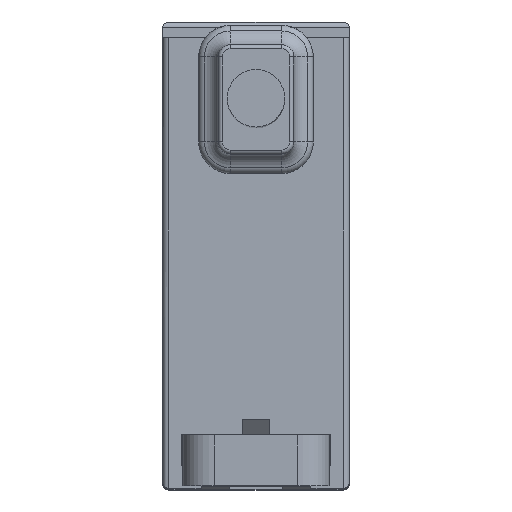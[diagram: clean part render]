
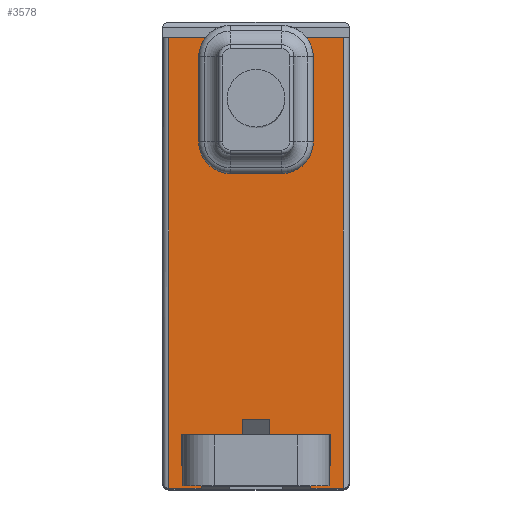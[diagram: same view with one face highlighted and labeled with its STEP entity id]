
A CAD part, top view. The second image highlights one B-rep face of the part: STEP entity #3578.
In plain terms, the highlighted face is planar.
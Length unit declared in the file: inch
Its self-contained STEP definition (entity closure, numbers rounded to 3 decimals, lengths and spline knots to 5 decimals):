
#497=DIRECTION('',(0.,0.,1.));
#498=VECTOR('',#497,0.082);
#499=CARTESIAN_POINT('',(-2.259,-1.14,0.375));
#500=LINE('',#499,#498);
#513=DIRECTION('',(0.,0.,1.));
#514=VECTOR('',#513,0.082);
#515=CARTESIAN_POINT('',(-2.259,-1.14,0.015));
#516=LINE('',#515,#514);
#569=DIRECTION('',(0.,0.,1.));
#570=VECTOR('',#569,0.07);
#571=CARTESIAN_POINT('',(-2.259,-0.965,0.201));
#572=LINE('',#571,#570);
#573=DIRECTION('',(0.,-1.,0.));
#574=VECTOR('',#573,0.04);
#575=CARTESIAN_POINT('',(-2.259,-0.965,0.201));
#576=LINE('',#575,#574);
#577=DIRECTION('',(0.,0.,-1.));
#578=VECTOR('',#577,0.154);
#579=CARTESIAN_POINT('',(-2.259,-1.005,0.201));
#580=LINE('',#579,#578);
#581=DIRECTION('',(0.,-1.,0.));
#582=VECTOR('',#581,0.077);
#583=CARTESIAN_POINT('',(-2.259,-1.005,0.047));
#584=LINE('',#583,#582);
#585=DIRECTION('',(0.,0.,1.));
#586=VECTOR('',#585,0.05);
#587=CARTESIAN_POINT('',(-2.259,-1.082,0.047));
#588=LINE('',#587,#586);
#589=DIRECTION('',(0.,1.,0.));
#590=VECTOR('',#589,0.058);
#591=CARTESIAN_POINT('',(-2.259,-1.14,0.097));
#592=LINE('',#591,#590);
#593=DIRECTION('',(0.,0.,1.));
#594=VECTOR('',#593,0.122);
#595=CARTESIAN_POINT('',(-2.259,0.,0.015));
#596=LINE('',#595,#594);
#597=DIRECTION('',(0.,-1.,0.));
#598=VECTOR('',#597,0.295);
#599=CARTESIAN_POINT('',(-2.259,0.,0.137));
#600=LINE('',#599,#598);
#601=DIRECTION('',(0.,-1.,0.));
#602=VECTOR('',#601,0.295);
#603=CARTESIAN_POINT('',(-2.259,0.,0.337));
#604=LINE('',#603,#602);
#605=DIRECTION('',(0.,0.,1.));
#606=VECTOR('',#605,0.12);
#607=CARTESIAN_POINT('',(-2.259,0.,0.337));
#608=LINE('',#607,#606);
#609=DIRECTION('',(0.,1.,0.));
#610=VECTOR('',#609,0.058);
#611=CARTESIAN_POINT('',(-2.259,-1.14,0.375));
#612=LINE('',#611,#610);
#613=DIRECTION('',(0.,0.,1.));
#614=VECTOR('',#613,0.05);
#615=CARTESIAN_POINT('',(-2.259,-1.082,0.375));
#616=LINE('',#615,#614);
#617=DIRECTION('',(0.,1.,0.));
#618=VECTOR('',#617,0.077);
#619=CARTESIAN_POINT('',(-2.259,-1.082,0.425));
#620=LINE('',#619,#618);
#621=DIRECTION('',(0.,0.,-1.));
#622=VECTOR('',#621,0.154);
#623=CARTESIAN_POINT('',(-2.259,-1.005,0.425));
#624=LINE('',#623,#622);
#625=DIRECTION('',(0.,-1.,0.));
#626=VECTOR('',#625,0.04);
#627=CARTESIAN_POINT('',(-2.259,-0.965,0.271));
#628=LINE('',#627,#626);
#889=DIRECTION('',(0.,-1.,0.));
#890=VECTOR('',#889,1.14);
#891=CARTESIAN_POINT('',(-2.259,0.,0.457));
#892=LINE('',#891,#890);
#932=DIRECTION('',(0.,-1.,0.));
#933=VECTOR('',#932,1.14);
#934=CARTESIAN_POINT('',(-2.259,0.,0.015));
#935=LINE('',#934,#933);
#995=DIRECTION('',(0.,0.,1.));
#996=VECTOR('',#995,0.2);
#997=CARTESIAN_POINT('',(-2.259,-0.295,0.137));
#998=LINE('',#997,#996);
#2223=CARTESIAN_POINT('',(-2.259,-1.14,0.375));
#2224=CARTESIAN_POINT('',(-2.259,-1.082,0.375));
#2225=VERTEX_POINT('',#2223);
#2226=VERTEX_POINT('',#2224);
#2227=CARTESIAN_POINT('',(-2.259,-1.082,0.425));
#2228=VERTEX_POINT('',#2227);
#2229=CARTESIAN_POINT('',(-2.259,-1.005,0.425));
#2230=VERTEX_POINT('',#2229);
#2231=CARTESIAN_POINT('',(-2.259,-1.005,0.047));
#2232=CARTESIAN_POINT('',(-2.259,-1.082,0.047));
#2233=VERTEX_POINT('',#2231);
#2234=VERTEX_POINT('',#2232);
#2235=CARTESIAN_POINT('',(-2.259,-1.082,0.097));
#2236=VERTEX_POINT('',#2235);
#2237=CARTESIAN_POINT('',(-2.259,-1.14,0.097));
#2238=VERTEX_POINT('',#2237);
#2295=CARTESIAN_POINT('',(-2.259,-0.965,0.201));
#2296=CARTESIAN_POINT('',(-2.259,-0.965,0.271));
#2297=VERTEX_POINT('',#2295);
#2298=VERTEX_POINT('',#2296);
#2303=CARTESIAN_POINT('',(-2.259,-1.005,0.271));
#2304=VERTEX_POINT('',#2303);
#2305=CARTESIAN_POINT('',(-2.259,-1.005,0.201));
#2306=VERTEX_POINT('',#2305);
#2311=CARTESIAN_POINT('',(-2.259,-1.14,0.457));
#2313=VERTEX_POINT('',#2311);
#2317=CARTESIAN_POINT('',(-2.259,0.,0.457));
#2318=VERTEX_POINT('',#2317);
#2331=CARTESIAN_POINT('',(-2.259,-1.14,0.015));
#2333=VERTEX_POINT('',#2331);
#2337=CARTESIAN_POINT('',(-2.259,0.,0.015));
#2338=VERTEX_POINT('',#2337);
#2347=CARTESIAN_POINT('',(-2.259,0.,0.337));
#2348=VERTEX_POINT('',#2347);
#2349=CARTESIAN_POINT('',(-2.259,0.,0.137));
#2350=VERTEX_POINT('',#2349);
#2687=CARTESIAN_POINT('',(-2.259,-0.295,0.137));
#2688=CARTESIAN_POINT('',(-2.259,-0.295,0.337));
#2689=VERTEX_POINT('',#2687);
#2690=VERTEX_POINT('',#2688);
#3538=CARTESIAN_POINT('',(-2.259,0.,0.));
#3539=DIRECTION('',(-1.,0.,0.));
#3540=DIRECTION('',(0.,-1.,0.));
#3541=AXIS2_PLACEMENT_3D('',#3538,#3539,#3540);
#3542=PLANE('',#3541);
#3544=ORIENTED_EDGE('',*,*,#3543,.F.);
#3546=ORIENTED_EDGE('',*,*,#3545,.T.);
#3548=ORIENTED_EDGE('',*,*,#3547,.T.);
#3550=ORIENTED_EDGE('',*,*,#3549,.T.);
#3552=ORIENTED_EDGE('',*,*,#3551,.T.);
#3554=ORIENTED_EDGE('',*,*,#3553,.F.);
#3555=ORIENTED_EDGE('',*,*,#3486,.F.);
#3557=ORIENTED_EDGE('',*,*,#3556,.F.);
#3558=ORIENTED_EDGE('',*,*,#2911,.T.);
#3559=ORIENTED_EDGE('',*,*,#3022,.T.);
#3561=ORIENTED_EDGE('',*,*,#3560,.T.);
#3562=ORIENTED_EDGE('',*,*,#2966,.F.);
#3563=ORIENTED_EDGE('',*,*,#2935,.T.);
#3565=ORIENTED_EDGE('',*,*,#3564,.T.);
#3566=ORIENTED_EDGE('',*,*,#3466,.F.);
#3567=ORIENTED_EDGE('',*,*,#3528,.T.);
#3569=ORIENTED_EDGE('',*,*,#3568,.T.);
#3571=ORIENTED_EDGE('',*,*,#3570,.T.);
#3573=ORIENTED_EDGE('',*,*,#3572,.T.);
#3575=ORIENTED_EDGE('',*,*,#3574,.F.);
#3576=EDGE_LOOP('',(#3544,#3546,#3548,#3550,#3552,#3554,#3555,#3557,#3558,#3559,
#3561,#3562,#3563,#3565,#3566,#3567,#3569,#3571,#3573,#3575));
#3577=FACE_OUTER_BOUND('',#3576,.F.);
#3578=ADVANCED_FACE('',(#3577),#3542,.T.);
#2911=EDGE_CURVE('',#2338,#2350,#596,.T.);
#2935=EDGE_CURVE('',#2348,#2318,#608,.T.);
#2966=EDGE_CURVE('',#2348,#2690,#604,.T.);
#3022=EDGE_CURVE('',#2350,#2689,#600,.T.);
#3466=EDGE_CURVE('',#2225,#2313,#500,.T.);
#3486=EDGE_CURVE('',#2333,#2238,#516,.T.);
#3528=EDGE_CURVE('',#2225,#2226,#612,.T.);
#3543=EDGE_CURVE('',#2297,#2298,#572,.T.);
#3545=EDGE_CURVE('',#2297,#2306,#576,.T.);
#3547=EDGE_CURVE('',#2306,#2233,#580,.T.);
#3549=EDGE_CURVE('',#2233,#2234,#584,.T.);
#3551=EDGE_CURVE('',#2234,#2236,#588,.T.);
#3553=EDGE_CURVE('',#2238,#2236,#592,.T.);
#3556=EDGE_CURVE('',#2338,#2333,#935,.T.);
#3560=EDGE_CURVE('',#2689,#2690,#998,.T.);
#3564=EDGE_CURVE('',#2318,#2313,#892,.T.);
#3568=EDGE_CURVE('',#2226,#2228,#616,.T.);
#3570=EDGE_CURVE('',#2228,#2230,#620,.T.);
#3572=EDGE_CURVE('',#2230,#2304,#624,.T.);
#3574=EDGE_CURVE('',#2298,#2304,#628,.T.);
